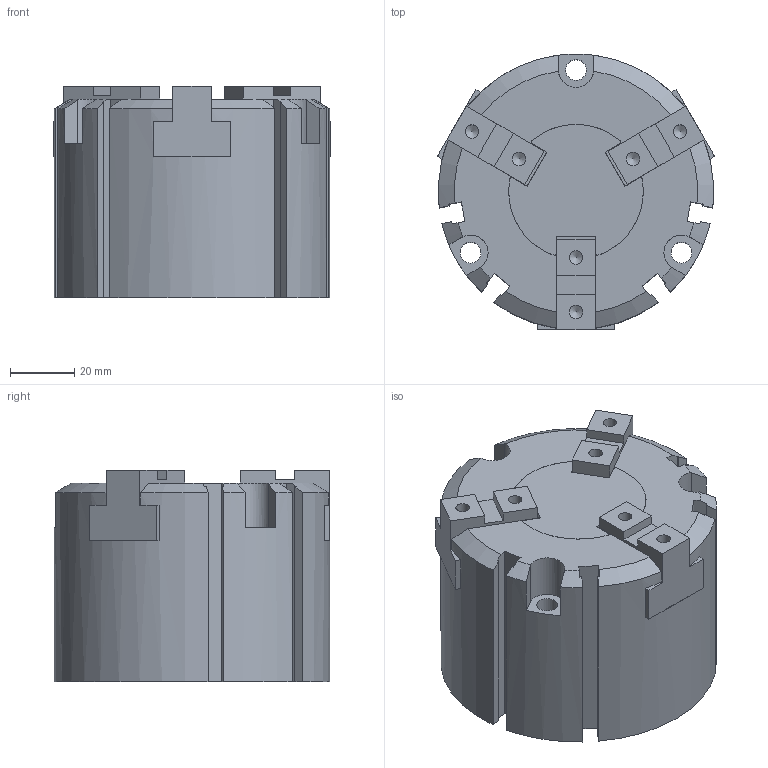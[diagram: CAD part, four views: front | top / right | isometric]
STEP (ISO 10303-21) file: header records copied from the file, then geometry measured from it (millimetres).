
FILE_DESCRIPTION(/* description */ (' '),/* implementation_level */ '2;1');
FILE_NAME(/* name */ 'YMP50-63.stp',/* time_stamp */ '2016-04-26T13:52:47+02:00',/* author */ ('Boceda'),/* organization */ (''),/* preprocessor_version */ 'ST-DEVELOPER v16.1',/* originating_system */ 'Autodesk Inventor 2016',/* authorisation */ '');
FILE_SCHEMA (('AUTOMOTIVE_DESIGN { 1 0 10303 214 3 1 1 }'));
Length unit declared in the file: millimetre
Products named in the file (1): YMP50-63
Bounding box: 86.48 x 86 x 66 mm (x, y, z)
Volume: 333224.3 mm3; surface area: 38978.7 mm2
Topology: 1 solids, 1 shells, 185 faces, 524 edges, 344 vertices
Faces by surface type: plane 125, cylinder 41, cone 19
Full cylindrical faces by diameter (mm): 4.2 x6, 5 x4, 6.5 x3, 65 x1
Entity records: 5815 total; most frequent: CARTESIAN_POINT 1087, ORIENTED_EDGE 980, DIRECTION 961, EDGE_CURVE 490, LINE 335, VECTOR 335, VERTEX_POINT 333, AXIS2_PLACEMENT_3D 313
